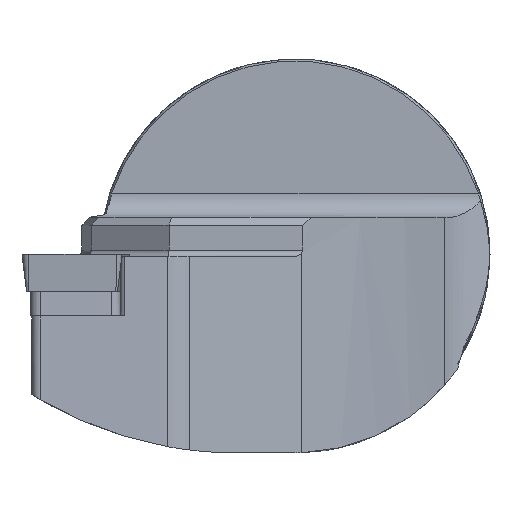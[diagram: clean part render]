
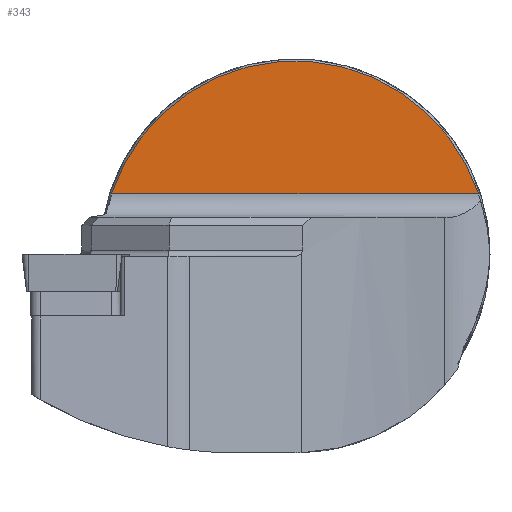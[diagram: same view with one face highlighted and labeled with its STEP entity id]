
A CAD part, left-side view. The second image highlights one B-rep face of the part: STEP entity #343.
In plain terms, the highlighted planar face has unit normal (-1, 0, 0).
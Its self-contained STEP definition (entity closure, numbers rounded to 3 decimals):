
#262=CIRCLE('',#1625,24.75);
#343=ADVANCED_FACE('',(#466),#403,.F.);
#403=PLANE('',#1684);
#466=FACE_OUTER_BOUND('',#567,.T.);
#567=EDGE_LOOP('',(#862,#863));
#862=ORIENTED_EDGE('',*,*,#1230,.F.);
#863=ORIENTED_EDGE('',*,*,#1313,.T.);
#1061=VERTEX_POINT('',#2337);
#1073=VERTEX_POINT('',#2416);
#1230=EDGE_CURVE('',#1073,#1061,#262,.T.);
#1313=EDGE_CURVE('',#1073,#1061,#1437,.T.);
#1437=LINE('',#3077,#1536);
#1536=VECTOR('',#1993,1.);
#1625=AXIS2_PLACEMENT_3D('',#2438,#1836,#1837);
#1684=AXIS2_PLACEMENT_3D('',#3078,#1994,#1995);
#1836=DIRECTION('',(1.,0.,0.));
#1837=DIRECTION('',(0.,0.,-1.));
#1993=DIRECTION('',(0.,-1.,0.));
#1994=DIRECTION('',(1.,0.,0.));
#1995=DIRECTION('',(0.,0.,-1.));
#2337=CARTESIAN_POINT('',(40.,-23.522,7.7));
#2416=CARTESIAN_POINT('',(40.,23.522,7.7));
#2438=CARTESIAN_POINT('',(40.,0.,0.));
#3077=CARTESIAN_POINT('',(40.,56.,7.7));
#3078=CARTESIAN_POINT('',(40.,56.,31.5));
